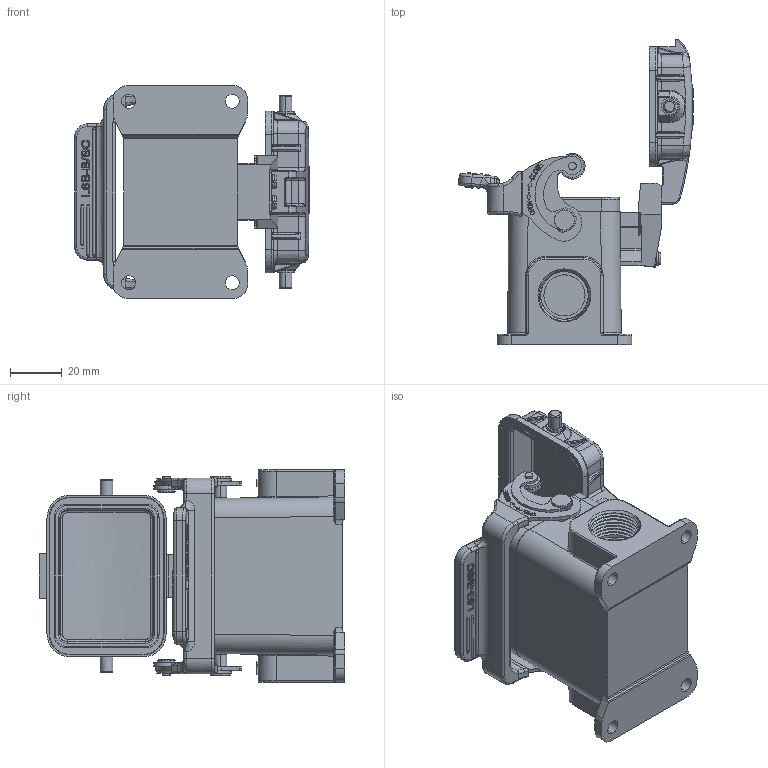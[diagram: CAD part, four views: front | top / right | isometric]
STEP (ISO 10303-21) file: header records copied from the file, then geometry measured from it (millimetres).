
FILE_DESCRIPTION(/* description */ (''),/* implementation_level */ '2;1');
FILE_NAME(/* name */ '装配6.stp',/* time_stamp */ '2023-08-30T14:24:10+08:00',/* author */ (''),/* organization */ (''),/* preprocessor_version */ 'ST-DEVELOPER v18.1',/* originating_system */ 'SIEMENS PLM Software NX 1980',/* authorisation */ '');
FILE_SCHEMA (('AUTOMOTIVE_DESIGN { 1 0 10303 214 3 1 1 1 }'));
Products named in the file (1): 145922E8F1D36uoi
Bounding box: 90.65 x 117.94 x 82 mm (x, y, z)
Volume: 100762.8 mm3; surface area: 67733.3 mm2
Topology: 19 solids, 43 shells, 2410 faces, 6267 edges, 3977 vertices
Faces by surface type: cylinder 1016, plane 828, torus 231, bspline 183, cone 64, sphere 44, extrusion 42, revolution 2
Full cylindrical faces by diameter (mm): 3 x5, 4 x2, 15.9 x1, 20.8 x1
Entity records: 108590 total; most frequent: CARTESIAN_POINT 53205, ORIENTED_EDGE 12288, DIRECTION 9839, EDGE_CURVE 6184, VERTEX_POINT 3967, AXIS2_PLACEMENT_3D 3687, EDGE_LOOP 2609, VECTOR 2463
